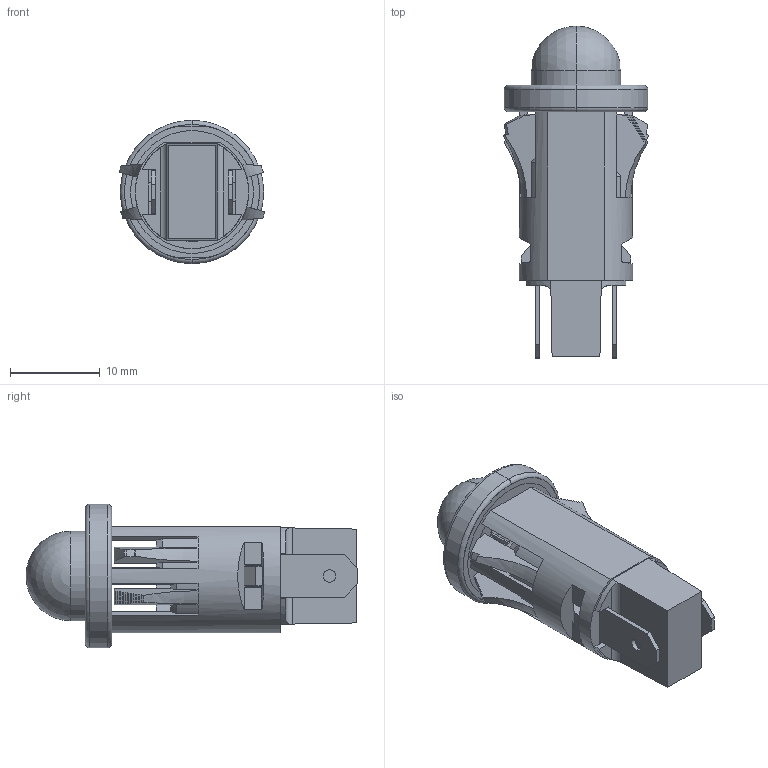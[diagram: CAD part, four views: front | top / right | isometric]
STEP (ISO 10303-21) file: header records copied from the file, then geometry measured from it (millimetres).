
FILE_DESCRIPTION (( 'STEP AP214' ), '1' );
FILE_NAME ('1091QMXB-XXV.STEP', '2016-01-18T21:31:27', ( 'user' ), ( 'Microsoft' ), 'SwSTEP 2.0', 'SolidWorks 2014', '' );
FILE_SCHEMA (( 'AUTOMOTIVE_DESIGN' ));
Length unit declared in the file: inch
Products named in the file (7): D11456 - B13071; MT4469 - C9470; MZ3884 - A8184; E53911-A; E14064-A - C8185; 1091QMXB-XXV; MB1333x B10033
Assembly tree (7 placements, depth 2):
  1091QMXB-XXV
    E14064-A - C8185
    E53911-A
    MZ3884 - A8184
    MT4469 - C9470  x2
    D11456 - B13071
    MB1333x B10033
Bounding box: 16.28 x 37.04 x 16 mm (x, y, z)
Volume: 1670.1 mm3; surface area: 4668.3 mm2
Topology: 7 solids, 7 shells, 457 faces, 1266 edges, 824 vertices
Faces by surface type: plane 255, cylinder 108, cone 58, sphere 24, torus 12
Entity records: 14418 total; most frequent: CARTESIAN_POINT 3065, ORIENTED_EDGE 2372, DIRECTION 2284, EDGE_CURVE 1186, AXIS2_PLACEMENT_3D 791, VERTEX_POINT 774, LINE 702, VECTOR 702
